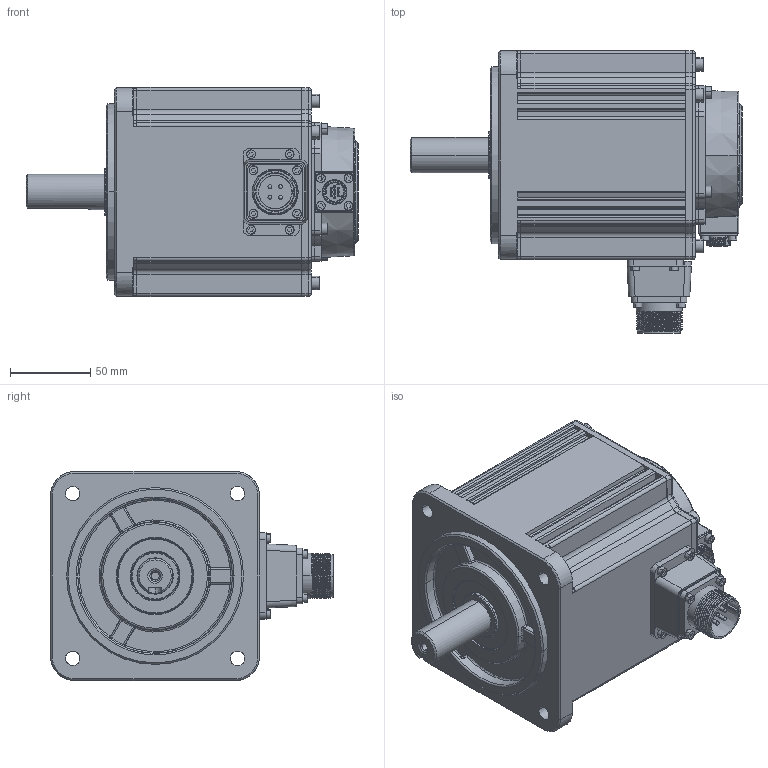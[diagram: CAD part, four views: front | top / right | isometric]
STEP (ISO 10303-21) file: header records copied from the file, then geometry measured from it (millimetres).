
FILE_DESCRIPTION (( 'STEP AP203' ), '1' );
FILE_NAME ('MS6G-130CS15B2-41P5.STEP', '2022-12-13T02:16:34', ( '' ), ( '' ), 'SwSTEP 2.0', 'SolidWorks 2016', '' );
FILE_SCHEMA (( 'CONFIG_CONTROL_DESIGN' ));
Length unit declared in the file: millimetre
Products named in the file (1): MS6G-130CS15B2-41P5
Bounding box: 206.5 x 175.9 x 130 mm (x, y, z)
Surface area: 139904.2 mm2 (no closed solid volume)
Topology: 0 solids, 43 shells, 897 faces, 2788 edges, 1901 vertices
Faces by surface type: plane 338, cylinder 329, torus 92, bspline 78, cone 60
Entity records: 45709 total; most frequent: CARTESIAN_POINT 21787, DIRECTION 4811, ORIENTED_EDGE 4803, EDGE_CURVE 2772, VERTEX_POINT 1901, AXIS2_PLACEMENT_3D 1761, LINE 1289, VECTOR 1289
